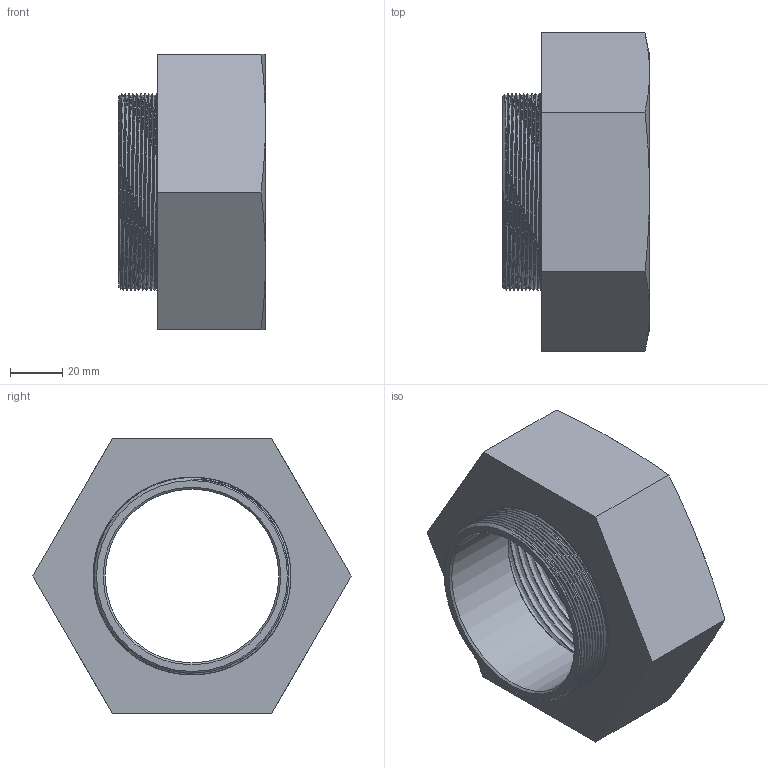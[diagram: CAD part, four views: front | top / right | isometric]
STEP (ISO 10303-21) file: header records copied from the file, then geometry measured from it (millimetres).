
FILE_DESCRIPTION(/* description */ ('Adapter Metall Ex M75x1,5 / NPT 3"'),/* implementation_level */ '2;1');
FILE_NAME(/* name */ 'RX746589-RST.stp',/* time_stamp */ '2021-10-11T13:44:34+02:00',/* author */ ('sl'),/* organization */ (''),/* preprocessor_version */ 'ST-DEVELOPER v16.5',/* originating_system */ 'Autodesk Inventor 2017',/* authorisation */ '');
FILE_SCHEMA (('AUTOMOTIVE_DESIGN { 1 0 10303 214 3 1 1 }'));
Length unit declared in the file: millimetre
Products named in the file (1): RX746584
Bounding box: 56 x 121.24 x 105 mm (x, y, z)
Volume: 210219.1 mm3; surface area: 52800.6 mm2
Topology: 1 solids, 1 shells, 35 faces, 83 edges, 51 vertices
Faces by surface type: cone 12, plane 12, bspline 6, cylinder 5
Full cylindrical faces by diameter (mm): 66.17 x1
Entity records: 4802 total; most frequent: CARTESIAN_POINT 4077, ORIENTED_EDGE 150, DIRECTION 124, EDGE_CURVE 74, AXIS2_PLACEMENT_3D 56, VERTEX_POINT 48, EDGE_LOOP 44, FACE_OUTER_BOUND 35
